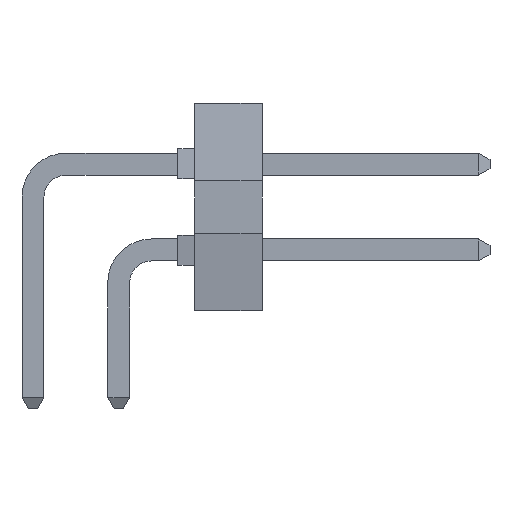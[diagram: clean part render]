
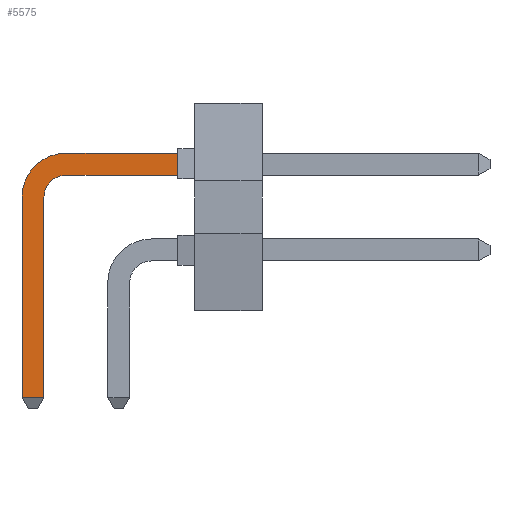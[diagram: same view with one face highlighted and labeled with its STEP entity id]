
A CAD part, left-side view. The second image highlights one B-rep face of the part: STEP entity #5575.
In plain terms, the highlighted planar face has unit normal (-1, 0, 0).
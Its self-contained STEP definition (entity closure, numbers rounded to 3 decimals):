
#629=DIRECTION('',(0.,0.,-1.));
#630=VECTOR('',#629,0.65);
#631=CARTESIAN_POINT('',(-2.865,1.,1.595));
#632=LINE('',#631,#630);
#1777=DIRECTION('',(0.,-1.,0.));
#1778=VECTOR('',#1777,0.65);
#1779=CARTESIAN_POINT('',(-2.865,6.115,-5.645));
#1780=LINE('',#1779,#1778);
#1781=DIRECTION('',(0.,0.,1.));
#1782=VECTOR('',#1781,5.94);
#1783=CARTESIAN_POINT('',(-2.865,6.115,-5.645));
#1784=LINE('',#1783,#1782);
#1785=CARTESIAN_POINT('',(-2.865,4.815,0.295));
#1786=DIRECTION('',(1.,0.,0.));
#1787=DIRECTION('',(0.,1.,0.));
#1788=AXIS2_PLACEMENT_3D('',#1785,#1786,#1787);
#1790=DIRECTION('',(0.,-1.,0.));
#1791=VECTOR('',#1790,3.815);
#1792=CARTESIAN_POINT('',(-2.865,4.815,1.595));
#1793=LINE('',#1792,#1791);
#1794=DIRECTION('',(0.,1.,0.));
#1795=VECTOR('',#1794,3.815);
#1796=CARTESIAN_POINT('',(-2.865,1.,0.945));
#1797=LINE('',#1796,#1795);
#1798=CARTESIAN_POINT('',(-2.865,4.815,0.295));
#1799=DIRECTION('',(-1.,0.,0.));
#1800=DIRECTION('',(0.,0.,1.));
#1801=AXIS2_PLACEMENT_3D('',#1798,#1799,#1800);
#1803=DIRECTION('',(0.,0.,-1.));
#1804=VECTOR('',#1803,5.94);
#1805=CARTESIAN_POINT('',(-2.865,5.465,0.295));
#1806=LINE('',#1805,#1804);
#2509=CARTESIAN_POINT('',(-2.865,1.,1.595));
#2510=CARTESIAN_POINT('',(-2.865,1.,0.945));
#2511=VERTEX_POINT('',#2509);
#2512=VERTEX_POINT('',#2510);
#2525=CARTESIAN_POINT('',(-2.865,4.815,0.945));
#2526=VERTEX_POINT('',#2525);
#2527=CARTESIAN_POINT('',(-2.865,4.815,1.595));
#2528=VERTEX_POINT('',#2527);
#2605=CARTESIAN_POINT('',(-2.865,5.465,0.295));
#2606=VERTEX_POINT('',#2605);
#2607=CARTESIAN_POINT('',(-2.865,6.115,0.295));
#2608=VERTEX_POINT('',#2607);
#2753=CARTESIAN_POINT('',(-2.865,5.465,-5.645));
#2754=VERTEX_POINT('',#2753);
#2757=CARTESIAN_POINT('',(-2.865,6.115,-5.645));
#2758=VERTEX_POINT('',#2757);
#5553=CARTESIAN_POINT('',(-2.865,0.,0.));
#5554=DIRECTION('',(1.,0.,0.));
#5555=DIRECTION('',(0.,0.,-1.));
#5556=AXIS2_PLACEMENT_3D('',#5553,#5554,#5555);
#5557=PLANE('',#5556);
#5559=ORIENTED_EDGE('',*,*,#5558,.F.);
#5561=ORIENTED_EDGE('',*,*,#5560,.T.);
#5563=ORIENTED_EDGE('',*,*,#5562,.T.);
#5565=ORIENTED_EDGE('',*,*,#5564,.T.);
#5566=ORIENTED_EDGE('',*,*,#3348,.T.);
#5568=ORIENTED_EDGE('',*,*,#5567,.T.);
#5570=ORIENTED_EDGE('',*,*,#5569,.T.);
#5572=ORIENTED_EDGE('',*,*,#5571,.T.);
#5573=EDGE_LOOP('',(#5559,#5561,#5563,#5565,#5566,#5568,#5570,#5572));
#5574=FACE_OUTER_BOUND('',#5573,.F.);
#5575=ADVANCED_FACE('',(#5574),#5557,.F.);
#1789=CIRCLE('',#1788,1.3);
#1802=CIRCLE('',#1801,0.65);
#3348=EDGE_CURVE('',#2511,#2512,#632,.T.);
#5558=EDGE_CURVE('',#2758,#2754,#1780,.T.);
#5560=EDGE_CURVE('',#2758,#2608,#1784,.T.);
#5562=EDGE_CURVE('',#2608,#2528,#1789,.T.);
#5564=EDGE_CURVE('',#2528,#2511,#1793,.T.);
#5567=EDGE_CURVE('',#2512,#2526,#1797,.T.);
#5569=EDGE_CURVE('',#2526,#2606,#1802,.T.);
#5571=EDGE_CURVE('',#2606,#2754,#1806,.T.);
